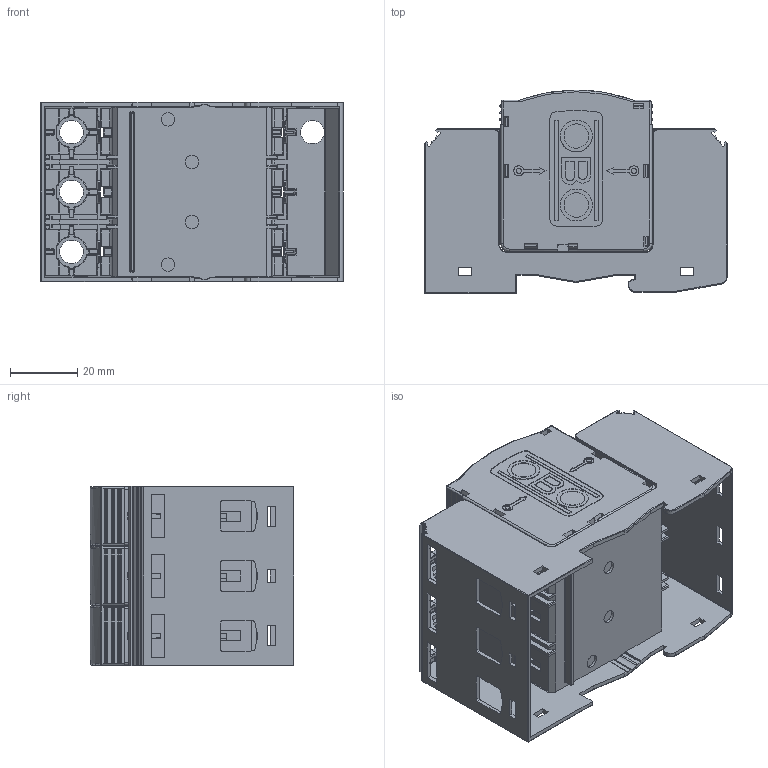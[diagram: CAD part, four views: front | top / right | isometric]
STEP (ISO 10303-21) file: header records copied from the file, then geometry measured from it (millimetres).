
FILE_DESCRIPTION((''),'2;1');
FILE_NAME('5093627_ASM','2012-02-28T',('AndreasKeweloh'),(''),'PRO/ENGINEER BY PARAMETRIC TECHNOLOGY CORPORATION, 2011370','PRO/ENGINEER BY PARAMETRIC TECHNOLOGY CORPORATION, 2011370','');
FILE_SCHEMA(('CONFIG_CONTROL_DESIGN'));
Products named in the file (5): S; GEHAEUSEDECKEL_NEU_1; PRT0001; GEHAEUSE-3056600_ASM_1_ASM; 5093627_ASM
Assembly tree (6 placements, depth 3):
  5093627_ASM
    S
    GEHAEUSE-3056600_ASM_1_ASM  x3
      GEHAEUSEDECKEL_NEU_1
      PRT0001
Bounding box: 89.8 x 60.5 x 53.4 mm (x, y, z)
Volume: 35777.4 mm3; surface area: 97691.4 mm2
Topology: 4 solids, 7 shells, 4685 faces, 12609 edges, 7849 vertices
Faces by surface type: plane 2222, cylinder 1532, bspline 390, sphere 178, torus 173, extrusion 96, cone 94
Entity records: 166667 total; most frequent: CARTESIAN_POINT 112944, ORIENTED_EDGE 11908, DIRECTION 9995, EDGE_CURVE 5955, VERTEX_POINT 3743, VECTOR 3701, LINE 3669, AXIS2_PLACEMENT_3D 3147
